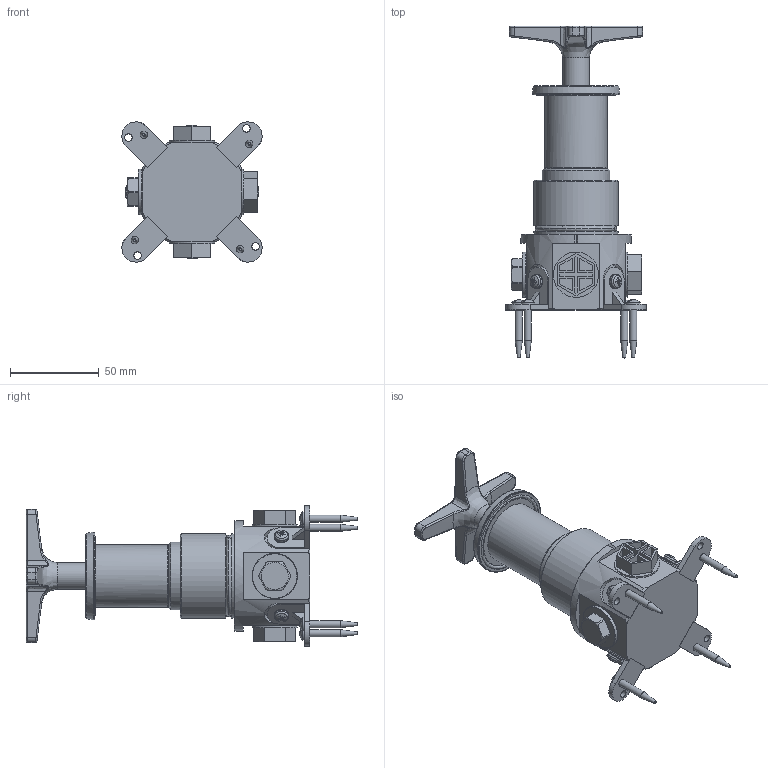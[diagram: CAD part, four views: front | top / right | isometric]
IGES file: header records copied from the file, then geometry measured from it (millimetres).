
Global section: file name: T2068-COX; native system: Autodesk Inventor 2020; preprocessor: unknown; author: adaniels; date: 20221207.092649; units: millimetre
Bounding box: 78.93 x 186.8 x 78.93 mm (x, y, z)
Volume: 235266.1 mm3; surface area: 110026.5 mm2
Topology: 38 solids, 38 shells, 1967 faces, 5350 edges, 3556 vertices
Faces by surface type: bspline 1967
